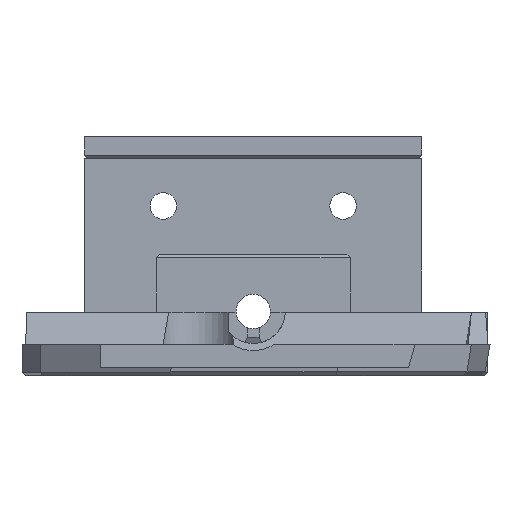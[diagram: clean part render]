
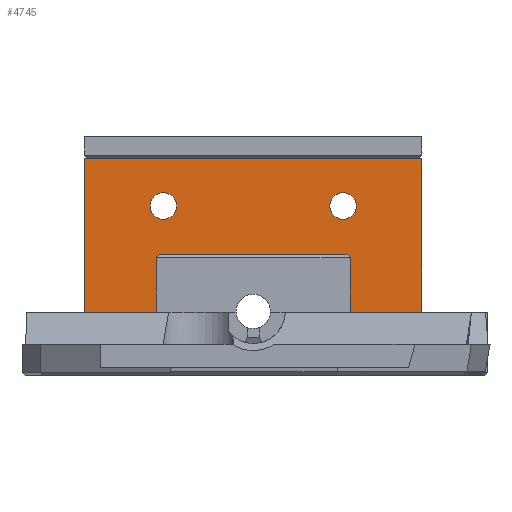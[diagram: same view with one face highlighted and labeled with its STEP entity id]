
A CAD part, front view. The second image highlights one B-rep face of the part: STEP entity #4745.
In plain terms, the highlighted planar face has unit normal (0, -1, 0).
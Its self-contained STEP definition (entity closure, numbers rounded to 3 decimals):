
#11 = EDGE_CURVE ( 'NONE', #1105, #7537, #2697, .T. ) ;
#28 = DIRECTION ( 'NONE',  ( -1., 0., 0. ) ) ;
#66 = VERTEX_POINT ( 'NONE', #3530 ) ;
#118 = CARTESIAN_POINT ( 'NONE',  ( 115.599, -139.305, 138.2 ) ) ;
#164 = DIRECTION ( 'NONE',  ( 0.707, 0., 0.707 ) ) ;
#374 = EDGE_CURVE ( 'NONE', #3689, #3689, #3254, .T. ) ;
#388 = ORIENTED_EDGE ( 'NONE', *, *, #2252, .T. ) ;
#425 = EDGE_LOOP ( 'NONE', ( #3081 ) ) ;
#451 = ORIENTED_EDGE ( 'NONE', *, *, #374, .F. ) ;
#551 = CARTESIAN_POINT ( 'NONE',  ( 105.099, -139.305, 145.5 ) ) ;
#692 = VERTEX_POINT ( 'NONE', #6618 ) ;
#713 = VERTEX_POINT ( 'NONE', #5419 ) ;
#751 = VECTOR ( 'NONE', #6653, 1000. ) ;
#879 = VECTOR ( 'NONE', #164, 1000. ) ;
#953 = FACE_OUTER_BOUND ( 'NONE', #7509, .T. ) ;
#961 = CARTESIAN_POINT ( 'NONE',  ( 137.799, -139.305, 137.799 ) ) ;
#982 = CIRCLE ( 'NONE', #4858, 1.7 ) ;
#1007 = ORIENTED_EDGE ( 'NONE', *, *, #4554, .T. ) ;
#1046 = PLANE ( 'NONE',  #3480 ) ;
#1105 = VERTEX_POINT ( 'NONE', #7197 ) ;
#1116 = EDGE_CURVE ( 'NONE', #5894, #7537, #2268, .T. ) ;
#1127 = EDGE_CURVE ( 'NONE', #4496, #4659, #5336, .T. ) ;
#1397 = CARTESIAN_POINT ( 'NONE',  ( -11.1, -139.305, 11.1 ) ) ;
#1547 = EDGE_CURVE ( 'NONE', #713, #5894, #8295, .T. ) ;
#1709 = CARTESIAN_POINT ( 'NONE',  ( 126.699, -139.305, 130.8 ) ) ;
#1952 = ORIENTED_EDGE ( 'NONE', *, *, #4331, .T. ) ;
#2174 = EDGE_CURVE ( 'NONE', #5043, #4420, #4951, .T. ) ;
#2220 = DIRECTION ( 'NONE',  ( 0., 0., 1. ) ) ;
#2252 = EDGE_CURVE ( 'NONE', #4659, #66, #5098, .T. ) ;
#2268 = LINE ( 'NONE', #3144, #8575 ) ;
#2299 = DIRECTION ( 'NONE',  ( 0., 0., 1. ) ) ;
#2308 = EDGE_CURVE ( 'NONE', #692, #692, #982, .T. ) ;
#2361 = CARTESIAN_POINT ( 'NONE',  ( 115.199, -139.305, 144.4 ) ) ;
#2396 = ORIENTED_EDGE ( 'NONE', *, *, #7605, .F. ) ;
#2412 = VECTOR ( 'NONE', #28, 1000. ) ;
#2456 = CARTESIAN_POINT ( 'NONE',  ( 138.199, -139.305, 144.4 ) ) ;
#2483 = ORIENTED_EDGE ( 'NONE', *, *, #1116, .T. ) ;
#2553 = VECTOR ( 'NONE', #2885, 1000. ) ;
#2697 = LINE ( 'NONE', #1709, #3237 ) ;
#2861 = CARTESIAN_POINT ( 'NONE',  ( 138.199, -139.305, 146.1 ) ) ;
#2885 = DIRECTION ( 'NONE',  ( -1., 0., 0. ) ) ;
#2897 = CARTESIAN_POINT ( 'NONE',  ( 126.699, -139.305, 138.2 ) ) ;
#3081 = ORIENTED_EDGE ( 'NONE', *, *, #2308, .F. ) ;
#3144 = CARTESIAN_POINT ( 'NONE',  ( 137.799, -139.305, 138.2 ) ) ;
#3237 = VECTOR ( 'NONE', #3891, 1000. ) ;
#3254 = CIRCLE ( 'NONE', #6052, 1.7 ) ;
#3291 = VECTOR ( 'NONE', #6458, 1000. ) ;
#3331 = ORIENTED_EDGE ( 'NONE', *, *, #1547, .T. ) ;
#3440 = VECTOR ( 'NONE', #7813, 1000. ) ;
#3469 = CARTESIAN_POINT ( 'NONE',  ( 115.599, -139.305, 130.8 ) ) ;
#3480 = AXIS2_PLACEMENT_3D ( 'NONE', #6193, #3955, #2299 ) ;
#3521 = CARTESIAN_POINT ( 'NONE',  ( 106.999, -139.305, 128.9 ) ) ;
#3530 = CARTESIAN_POINT ( 'NONE',  ( 115.999, -139.305, 138.2 ) ) ;
#3689 = VERTEX_POINT ( 'NONE', #2861 ) ;
#3827 = ORIENTED_EDGE ( 'NONE', *, *, #2174, .T. ) ;
#3891 = DIRECTION ( 'NONE',  ( -1., 0., 0. ) ) ;
#3917 = VECTOR ( 'NONE', #7332, 1000. ) ;
#3938 = ORIENTED_EDGE ( 'NONE', *, *, #11, .F. ) ;
#3955 = DIRECTION ( 'NONE',  ( 0., 1., 0. ) ) ;
#3968 = DIRECTION ( 'NONE',  ( 0., -1., 0. ) ) ;
#4227 = LINE ( 'NONE', #551, #8017 ) ;
#4326 = CARTESIAN_POINT ( 'NONE',  ( 105.099, -139.305, 130.8 ) ) ;
#4331 = EDGE_CURVE ( 'NONE', #1105, #5043, #6112, .T. ) ;
#4375 = EDGE_CURVE ( 'NONE', #7184, #5509, #9411, .T. ) ;
#4420 = VERTEX_POINT ( 'NONE', #5611 ) ;
#4467 = VERTEX_POINT ( 'NONE', #7908 ) ;
#4496 = VERTEX_POINT ( 'NONE', #3469 ) ;
#4554 = EDGE_CURVE ( 'NONE', #4420, #4467, #7414, .T. ) ;
#4659 = VERTEX_POINT ( 'NONE', #9168 ) ;
#4745 = ADVANCED_FACE ( 'NONE', ( #8437, #6001, #953 ), #1046, .F. ) ;
#4845 = DIRECTION ( 'NONE',  ( 0., 0., 1. ) ) ;
#4858 = AXIS2_PLACEMENT_3D ( 'NONE', #2361, #6114, #5235 ) ;
#4951 = LINE ( 'NONE', #5139, #3291 ) ;
#5043 = VERTEX_POINT ( 'NONE', #6771 ) ;
#5098 = LINE ( 'NONE', #1397, #3917 ) ;
#5139 = CARTESIAN_POINT ( 'NONE',  ( 148.299, -139.305, 130.8 ) ) ;
#5235 = DIRECTION ( 'NONE',  ( 0., 0., 1. ) ) ;
#5336 = LINE ( 'NONE', #118, #6080 ) ;
#5419 = CARTESIAN_POINT ( 'NONE',  ( 137.399, -139.305, 138.2 ) ) ;
#5496 = VECTOR ( 'NONE', #6305, 1000. ) ;
#5509 = VERTEX_POINT ( 'NONE', #8941 ) ;
#5558 = ORIENTED_EDGE ( 'NONE', *, *, #1127, .T. ) ;
#5611 = CARTESIAN_POINT ( 'NONE',  ( 148.299, -139.305, 150.5 ) ) ;
#5735 = DIRECTION ( 'NONE',  ( 0., 0., -1. ) ) ;
#5881 = EDGE_CURVE ( 'NONE', #4467, #7184, #4227, .T. ) ;
#5894 = VERTEX_POINT ( 'NONE', #6519 ) ;
#5996 = EDGE_CURVE ( 'NONE', #4496, #5509, #9576, .T. ) ;
#6001 = FACE_BOUND ( 'NONE', #425, .T. ) ;
#6052 = AXIS2_PLACEMENT_3D ( 'NONE', #2456, #3968, #4845 ) ;
#6080 = VECTOR ( 'NONE', #2220, 1000. ) ;
#6112 = LINE ( 'NONE', #9127, #879 ) ;
#6114 = DIRECTION ( 'NONE',  ( 0., -1., 0. ) ) ;
#6193 = CARTESIAN_POINT ( 'NONE',  ( 0., -139.305, 0. ) ) ;
#6250 = ORIENTED_EDGE ( 'NONE', *, *, #5881, .T. ) ;
#6305 = DIRECTION ( 'NONE',  ( 0.707, 0., -0.707 ) ) ;
#6458 = DIRECTION ( 'NONE',  ( 0., 0., 1. ) ) ;
#6519 = CARTESIAN_POINT ( 'NONE',  ( 137.799, -139.305, 137.8 ) ) ;
#6618 = CARTESIAN_POINT ( 'NONE',  ( 115.199, -139.305, 146.1 ) ) ;
#6653 = DIRECTION ( 'NONE',  ( -1., 0., 0. ) ) ;
#6771 = CARTESIAN_POINT ( 'NONE',  ( 148.299, -139.305, 130.8 ) ) ;
#7184 = VERTEX_POINT ( 'NONE', #4326 ) ;
#7197 = CARTESIAN_POINT ( 'NONE',  ( 148.299, -139.305, 130.8 ) ) ;
#7276 = CARTESIAN_POINT ( 'NONE',  ( 0., -139.305, 150.5 ) ) ;
#7332 = DIRECTION ( 'NONE',  ( 0.707, 0., 0.707 ) ) ;
#7381 = CARTESIAN_POINT ( 'NONE',  ( 137.799, -139.305, 130.8 ) ) ;
#7414 = LINE ( 'NONE', #7276, #2553 ) ;
#7445 = ORIENTED_EDGE ( 'NONE', *, *, #5996, .F. ) ;
#7509 = EDGE_LOOP ( 'NONE', ( #3827, #1007, #6250, #9512, #7445, #5558, #388, #2396, #3331, #2483, #3938, #1952 ) ) ;
#7537 = VERTEX_POINT ( 'NONE', #7381 ) ;
#7605 = EDGE_CURVE ( 'NONE', #713, #66, #9569, .T. ) ;
#7615 = EDGE_LOOP ( 'NONE', ( #451 ) ) ;
#7813 = DIRECTION ( 'NONE',  ( 0.707, 0., -0.707 ) ) ;
#7908 = CARTESIAN_POINT ( 'NONE',  ( 105.099, -139.305, 150.5 ) ) ;
#8017 = VECTOR ( 'NONE', #5735, 1000. ) ;
#8118 = CARTESIAN_POINT ( 'NONE',  ( 126.699, -139.305, 130.8 ) ) ;
#8295 = LINE ( 'NONE', #961, #3440 ) ;
#8437 = FACE_BOUND ( 'NONE', #7615, .T. ) ;
#8575 = VECTOR ( 'NONE', #8889, 1000. ) ;
#8889 = DIRECTION ( 'NONE',  ( 0., 0., -1. ) ) ;
#8941 = CARTESIAN_POINT ( 'NONE',  ( 105.1, -139.305, 130.8 ) ) ;
#9127 = CARTESIAN_POINT ( 'NONE',  ( 146.399, -139.305, 128.9 ) ) ;
#9168 = CARTESIAN_POINT ( 'NONE',  ( 115.599, -139.305, 137.8 ) ) ;
#9411 = LINE ( 'NONE', #3521, #5496 ) ;
#9512 = ORIENTED_EDGE ( 'NONE', *, *, #4375, .T. ) ;
#9569 = LINE ( 'NONE', #2897, #751 ) ;
#9576 = LINE ( 'NONE', #8118, #2412 ) ;
